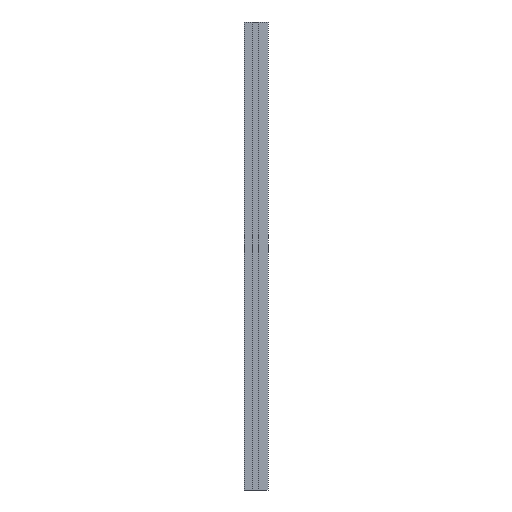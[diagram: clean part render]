
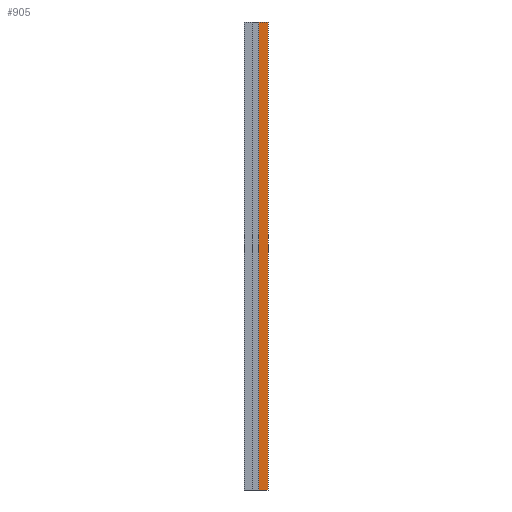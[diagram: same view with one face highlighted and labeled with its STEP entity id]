
A CAD part, front view. The second image highlights one B-rep face of the part: STEP entity #905.
In plain terms, the highlighted planar face has unit normal (0, -1, 0).
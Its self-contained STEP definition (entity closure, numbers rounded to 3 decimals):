
#43=FACE_OUTER_BOUND('',#89,.T.);
#89=EDGE_LOOP('',(#703,#704,#705,#706));
#151=LINE('',#1301,#267);
#201=LINE('',#1416,#317);
#202=LINE('',#1419,#318);
#203=LINE('',#1420,#319);
#267=VECTOR('',#1039,10.);
#317=VECTOR('',#1143,10.);
#318=VECTOR('',#1146,10.);
#319=VECTOR('',#1147,10.);
#387=VERTEX_POINT('',#1298);
#388=VERTEX_POINT('',#1300);
#426=VERTEX_POINT('',#1414);
#427=VERTEX_POINT('',#1418);
#475=EDGE_CURVE('',#387,#388,#151,.T.);
#533=EDGE_CURVE('',#426,#388,#201,.T.);
#534=EDGE_CURVE('',#427,#426,#202,.T.);
#535=EDGE_CURVE('',#427,#387,#203,.T.);
#703=ORIENTED_EDGE('',*,*,#534,.T.);
#704=ORIENTED_EDGE('',*,*,#533,.T.);
#705=ORIENTED_EDGE('',*,*,#475,.F.);
#706=ORIENTED_EDGE('',*,*,#535,.F.);
#863=PLANE('',#977);
#905=ADVANCED_FACE('',(#43),#863,.T.);
#977=AXIS2_PLACEMENT_3D('',#1417,#1144,#1145);
#1039=DIRECTION('',(1.,0.,0.));
#1143=DIRECTION('',(0.,0.,1.));
#1144=DIRECTION('center_axis',(0.,-1.,0.));
#1145=DIRECTION('ref_axis',(1.,0.,0.));
#1146=DIRECTION('',(1.,0.,0.));
#1147=DIRECTION('',(0.,0.,1.));
#1298=CARTESIAN_POINT('',(12.5,0.,390.));
#1300=CARTESIAN_POINT('',(20.,0.,390.));
#1301=CARTESIAN_POINT('',(12.5,0.,390.));
#1414=CARTESIAN_POINT('',(20.,0.,0.));
#1416=CARTESIAN_POINT('',(20.,0.,0.));
#1417=CARTESIAN_POINT('Origin',(12.5,0.,0.));
#1418=CARTESIAN_POINT('',(12.5,0.,0.));
#1419=CARTESIAN_POINT('',(12.5,0.,0.));
#1420=CARTESIAN_POINT('',(12.5,0.,0.));
